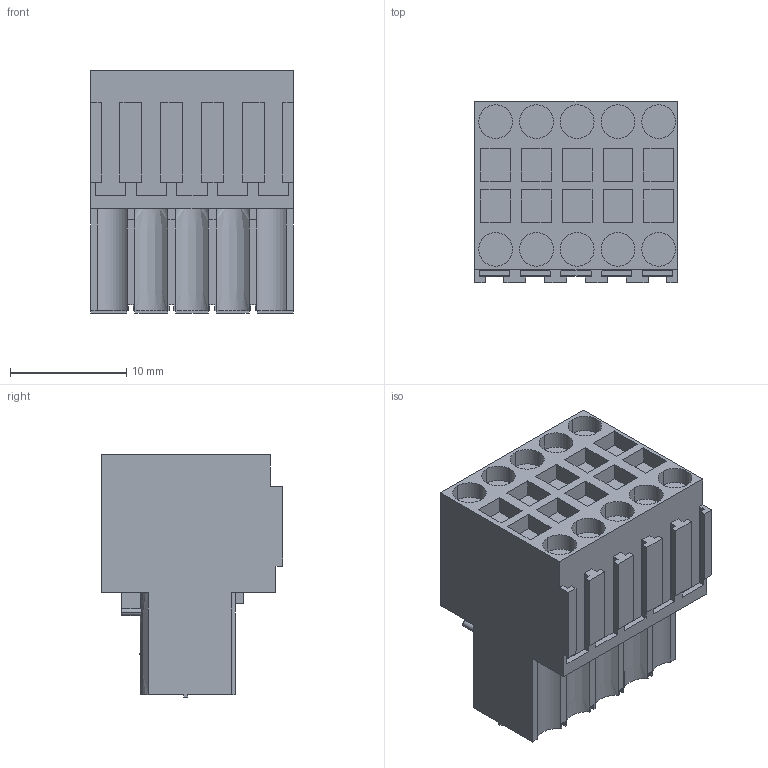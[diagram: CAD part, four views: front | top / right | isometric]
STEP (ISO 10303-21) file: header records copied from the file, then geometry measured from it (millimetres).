
FILE_DESCRIPTION(('CATIA V5 STEP Exchange','CAx-IF Rec.Pracs.--- Model Styling and Organization---1.2---2011-12-15'),'2;1');
FILE_NAME ('D1459957_0_1944610000_1944610000.stp','2017-04-20T09:39:09+00:00',('none'),('Weidmueller'),'CATIA Version 5-6 Release 2014','CATIA V5 STEP AP214','none');
FILE_SCHEMA(('AUTOMOTIVE_DESIGN { 1 0 10303 214 1 1 1 1 }'));
Length unit declared in the file: millimetre
Products named in the file (1): 1944610000
Bounding box: 17.4 x 15.6 x 20.8 mm (x, y, z)
Volume: 3933.8 mm3; surface area: 2481.1 mm2
Topology: 1 solids, 1 shells, 390 faces, 1082 edges, 732 vertices
Faces by surface type: plane 340, cylinder 42, extrusion 8
Entity records: 11763 total; most frequent: CARTESIAN_POINT 2330, ORIENTED_EDGE 2164, DIRECTION 1552, EDGE_CURVE 1082, VECTOR 970, LINE 962, VERTEX_POINT 732, EDGE_LOOP 428
